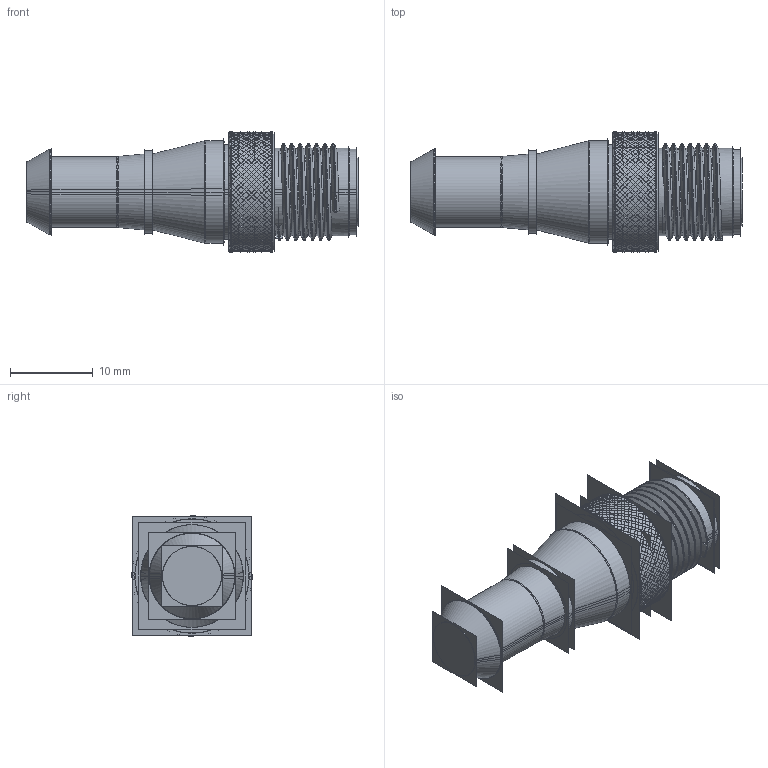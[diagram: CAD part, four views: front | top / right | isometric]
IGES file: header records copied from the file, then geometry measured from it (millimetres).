
Start section:  PTC IGES file: 243264_sm01.igs
Global section: file name: 243264_sm01.igs; native system: Creo Parametric by PTC Inc.; preprocessor: 2022414; author: banengservice; organization: Unknown; date: 20240627.112216; units: millimetre
Bounding box: 40.23 x 14.56 x 14.56 mm (x, y, z)
Volume: 2587.4 mm3; surface area: 102677.1 mm2
Topology: 1 solids, 2 shells, 4008 faces, 18018 edges, 21529 vertices
Faces by surface type: bspline 2974, revolution 1034
